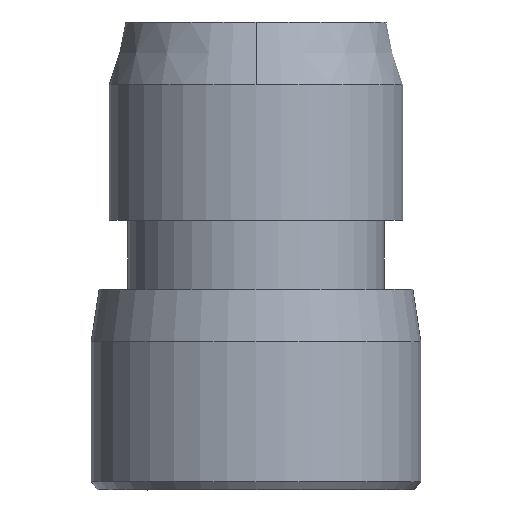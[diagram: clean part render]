
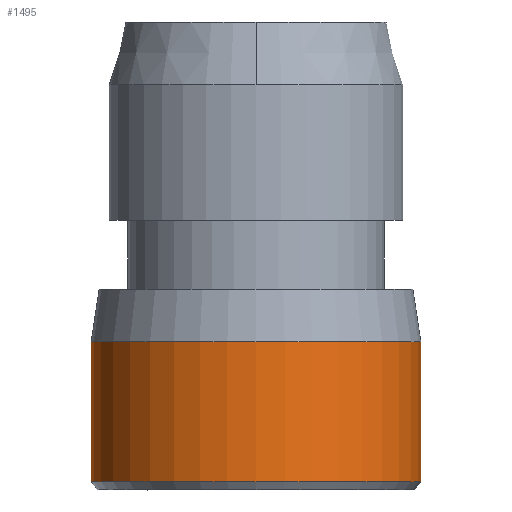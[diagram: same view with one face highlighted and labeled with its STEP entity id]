
A CAD part, front view. The second image highlights one B-rep face of the part: STEP entity #1495.
In plain terms, the highlighted cylindrical face has radius 10.018 mm (diameter 20.036 mm), a partial arc.
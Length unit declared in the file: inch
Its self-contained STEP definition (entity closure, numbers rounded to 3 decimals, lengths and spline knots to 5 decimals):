
#51 = CARTESIAN_POINT ( 'NONE',  ( -0.3944, 0., -0.145 ) ) ;
#70 = ORIENTED_EDGE ( 'NONE', *, *, #1062, .F. ) ;
#80 = DIRECTION ( 'NONE',  ( 0., 0., 1. ) ) ;
#108 = CARTESIAN_POINT ( 'NONE',  ( -0.3944, 0., -0.48 ) ) ;
#353 = DIRECTION ( 'NONE',  ( 0., 0., 1. ) ) ;
#491 = VERTEX_POINT ( 'NONE', #1418 ) ;
#508 = VERTEX_POINT ( 'NONE', #1500 ) ;
#544 = DIRECTION ( 'NONE',  ( 1., 0., 0. ) ) ;
#547 = LINE ( 'NONE', #1191, #1186 ) ;
#582 = DIRECTION ( 'NONE',  ( 0., 0., 1. ) ) ;
#588 = CARTESIAN_POINT ( 'NONE',  ( 0., 0., 0. ) ) ;
#952 = LINE ( 'NONE', #1812, #1910 ) ;
#1009 = VERTEX_POINT ( 'NONE', #51 ) ;
#1062 = EDGE_CURVE ( 'NONE', #1759, #1009, #547, .T. ) ;
#1093 = ORIENTED_EDGE ( 'NONE', *, *, #1301, .T. ) ;
#1186 = VECTOR ( 'NONE', #353, 39.37008 ) ;
#1191 = CARTESIAN_POINT ( 'NONE',  ( -0.3944, 0., 0. ) ) ;
#1260 = EDGE_LOOP ( 'NONE', ( #70, #1342, #1093, #1504 ) ) ;
#1301 = EDGE_CURVE ( 'NONE', #491, #508, #952, .T. ) ;
#1342 = ORIENTED_EDGE ( 'NONE', *, *, #1981, .F. ) ;
#1418 = CARTESIAN_POINT ( 'NONE',  ( 0.3944, 0., -0.48 ) ) ;
#1429 = AXIS2_PLACEMENT_3D ( 'NONE', #588, #582, #544 ) ;
#1495 = ADVANCED_FACE ( 'NONE', ( #1647 ), #1862, .T. ) ;
#1497 = DIRECTION ( 'NONE',  ( 1., 0., 0. ) ) ;
#1500 = CARTESIAN_POINT ( 'NONE',  ( 0.3944, 0., -0.145 ) ) ;
#1504 = ORIENTED_EDGE ( 'NONE', *, *, #2023, .T. ) ;
#1517 = CIRCLE ( 'NONE', #2032, 0.3944 ) ;
#1532 = CARTESIAN_POINT ( 'NONE',  ( 0., 0., -0.48 ) ) ;
#1542 = DIRECTION ( 'NONE',  ( 0., 0., -1. ) ) ;
#1588 = CARTESIAN_POINT ( 'NONE',  ( 0., 0., -0.145 ) ) ;
#1647 = FACE_OUTER_BOUND ( 'NONE', #1260, .T. ) ;
#1759 = VERTEX_POINT ( 'NONE', #108 ) ;
#1812 = CARTESIAN_POINT ( 'NONE',  ( 0.3944, 0., 0. ) ) ;
#1828 = CIRCLE ( 'NONE', #1834, 0.3944 ) ;
#1834 = AXIS2_PLACEMENT_3D ( 'NONE', #1532, #1542, #1497 ) ;
#1862 = CYLINDRICAL_SURFACE ( 'NONE', #1429, 0.3944 ) ;
#1910 = VECTOR ( 'NONE', #80, 39.37008 ) ;
#1981 = EDGE_CURVE ( 'NONE', #491, #1759, #1828, .T. ) ;
#1993 = DIRECTION ( 'NONE',  ( 0., 0., -1. ) ) ;
#2004 = DIRECTION ( 'NONE',  ( 1., 0., 0. ) ) ;
#2023 = EDGE_CURVE ( 'NONE', #508, #1009, #1517, .T. ) ;
#2032 = AXIS2_PLACEMENT_3D ( 'NONE', #1588, #1993, #2004 ) ;
